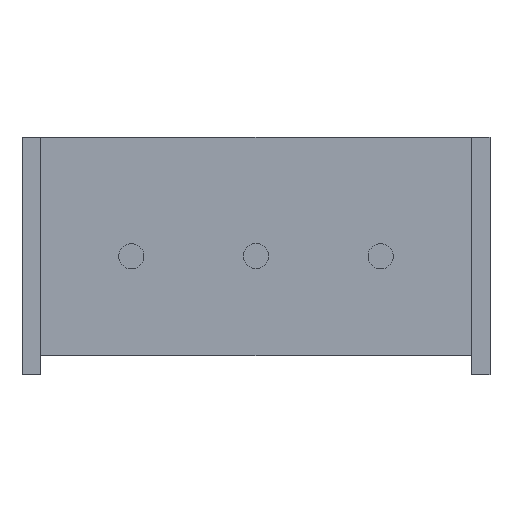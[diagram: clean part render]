
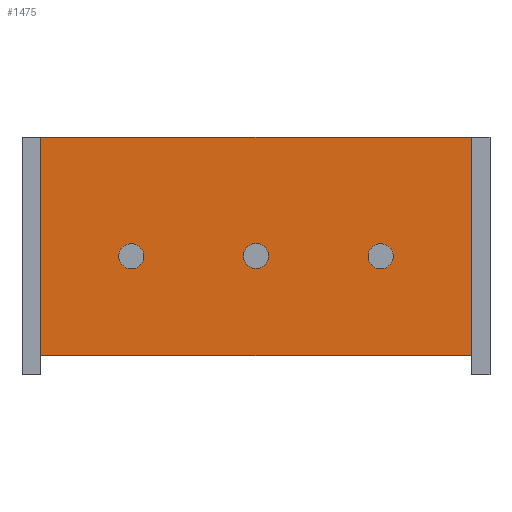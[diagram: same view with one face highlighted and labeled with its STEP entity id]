
A CAD part, left-side view. The second image highlights one B-rep face of the part: STEP entity #1475.
In plain terms, the highlighted planar face has unit normal (-1, 0, 0).
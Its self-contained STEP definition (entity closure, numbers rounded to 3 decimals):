
#23 = DIRECTION ( 'NONE',  ( 0., -1., 0. ) ) ;
#24 = EDGE_CURVE ( 'NONE', #922, #388, #1155, .T. ) ;
#35 = DIRECTION ( 'NONE',  ( -1., 0., 0. ) ) ;
#36 = VERTEX_POINT ( 'NONE', #1349 ) ;
#85 = DIRECTION ( 'NONE',  ( 0., 1., 0. ) ) ;
#86 = CARTESIAN_POINT ( 'NONE',  ( -4.635, 4.385, -2.035 ) ) ;
#89 = EDGE_LOOP ( 'NONE', ( #677, #1175, #1121, #854 ) ) ;
#97 = CIRCLE ( 'NONE', #1309, 0.255 ) ;
#122 = CARTESIAN_POINT ( 'NONE',  ( -4.635, 2.54, -0.005 ) ) ;
#132 = CARTESIAN_POINT ( 'NONE',  ( -4.635, -0.255, 0. ) ) ;
#140 = AXIS2_PLACEMENT_3D ( 'NONE', #345, #1300, #963 ) ;
#143 = CARTESIAN_POINT ( 'NONE',  ( -4.635, 4.385, 2.415 ) ) ;
#150 = ORIENTED_EDGE ( 'NONE', *, *, #24, .F. ) ;
#187 = VERTEX_POINT ( 'NONE', #1478 ) ;
#195 = DIRECTION ( 'NONE',  ( 0., 1., 0. ) ) ;
#202 = FACE_BOUND ( 'NONE', #1308, .T. ) ;
#208 = VERTEX_POINT ( 'NONE', #581 ) ;
#218 = PLANE ( 'NONE',  #396 ) ;
#228 = CARTESIAN_POINT ( 'NONE',  ( -4.635, 4.385, 2.415 ) ) ;
#253 = ORIENTED_EDGE ( 'NONE', *, *, #1494, .F. ) ;
#288 = CARTESIAN_POINT ( 'NONE',  ( -4.635, -2.795, -0.005 ) ) ;
#290 = CARTESIAN_POINT ( 'NONE',  ( -4.635, 4.385, 2.415 ) ) ;
#301 = CARTESIAN_POINT ( 'NONE',  ( -4.635, 2.285, -0.005 ) ) ;
#312 = EDGE_CURVE ( 'NONE', #208, #1332, #97, .T. ) ;
#322 = CARTESIAN_POINT ( 'NONE',  ( -4.635, 0., 0. ) ) ;
#330 = CARTESIAN_POINT ( 'NONE',  ( -4.635, 4.385, 2.415 ) ) ;
#345 = CARTESIAN_POINT ( 'NONE',  ( -4.635, -2.54, -0.005 ) ) ;
#351 = VECTOR ( 'NONE', #918, 1000. ) ;
#388 = VERTEX_POINT ( 'NONE', #301 ) ;
#394 = AXIS2_PLACEMENT_3D ( 'NONE', #529, #864, #856 ) ;
#396 = AXIS2_PLACEMENT_3D ( 'NONE', #228, #1549, #1065 ) ;
#410 = CIRCLE ( 'NONE', #812, 0.255 ) ;
#450 = CARTESIAN_POINT ( 'NONE',  ( -4.635, -4.385, 2.415 ) ) ;
#455 = EDGE_LOOP ( 'NONE', ( #150, #1063 ) ) ;
#467 = FACE_BOUND ( 'NONE', #455, .T. ) ;
#477 = AXIS2_PLACEMENT_3D ( 'NONE', #122, #960, #1077 ) ;
#510 = VERTEX_POINT ( 'NONE', #132 ) ;
#523 = CARTESIAN_POINT ( 'NONE',  ( -4.635, 2.795, -0.005 ) ) ;
#529 = CARTESIAN_POINT ( 'NONE',  ( -4.635, 2.54, -0.005 ) ) ;
#563 = VERTEX_POINT ( 'NONE', #1520 ) ;
#579 = FACE_BOUND ( 'NONE', #1323, .T. ) ;
#581 = CARTESIAN_POINT ( 'NONE',  ( -4.635, -2.285, -0.005 ) ) ;
#677 = ORIENTED_EDGE ( 'NONE', *, *, #679, .T. ) ;
#679 = EDGE_CURVE ( 'NONE', #982, #36, #1377, .T. ) ;
#687 = CARTESIAN_POINT ( 'NONE',  ( -4.635, -2.54, -0.005 ) ) ;
#768 = ORIENTED_EDGE ( 'NONE', *, *, #312, .F. ) ;
#771 = DIRECTION ( 'NONE',  ( 0., 0., -1. ) ) ;
#785 = LINE ( 'NONE', #86, #351 ) ;
#812 = AXIS2_PLACEMENT_3D ( 'NONE', #322, #1254, #195 ) ;
#854 = ORIENTED_EDGE ( 'NONE', *, *, #910, .F. ) ;
#856 = DIRECTION ( 'NONE',  ( 0., 1., 0. ) ) ;
#864 = DIRECTION ( 'NONE',  ( -1., 0., 0. ) ) ;
#868 = CIRCLE ( 'NONE', #140, 0.255 ) ;
#881 = EDGE_CURVE ( 'NONE', #510, #187, #1213, .T. ) ;
#882 = LINE ( 'NONE', #143, #1341 ) ;
#910 = EDGE_CURVE ( 'NONE', #982, #563, #882, .T. ) ;
#918 = DIRECTION ( 'NONE',  ( 0., -1., 0. ) ) ;
#922 = VERTEX_POINT ( 'NONE', #523 ) ;
#927 = DIRECTION ( 'NONE',  ( 0., 0., -1. ) ) ;
#941 = ORIENTED_EDGE ( 'NONE', *, *, #881, .F. ) ;
#942 = CIRCLE ( 'NONE', #394, 0.255 ) ;
#960 = DIRECTION ( 'NONE',  ( -1., 0., 0. ) ) ;
#963 = DIRECTION ( 'NONE',  ( 0., 1., 0. ) ) ;
#964 = EDGE_CURVE ( 'NONE', #187, #510, #410, .T. ) ;
#971 = ORIENTED_EDGE ( 'NONE', *, *, #964, .F. ) ;
#982 = VERTEX_POINT ( 'NONE', #330 ) ;
#1060 = LINE ( 'NONE', #450, #1271 ) ;
#1063 = ORIENTED_EDGE ( 'NONE', *, *, #1238, .F. ) ;
#1065 = DIRECTION ( 'NONE',  ( 0., 1., 0. ) ) ;
#1077 = DIRECTION ( 'NONE',  ( 0., 1., 0. ) ) ;
#1121 = ORIENTED_EDGE ( 'NONE', *, *, #1179, .F. ) ;
#1135 = VERTEX_POINT ( 'NONE', #1312 ) ;
#1155 = CIRCLE ( 'NONE', #477, 0.255 ) ;
#1163 = DIRECTION ( 'NONE',  ( -1., 0., 0. ) ) ;
#1175 = ORIENTED_EDGE ( 'NONE', *, *, #1419, .T. ) ;
#1179 = EDGE_CURVE ( 'NONE', #563, #1135, #1060, .T. ) ;
#1211 = VECTOR ( 'NONE', #771, 1000. ) ;
#1213 = CIRCLE ( 'NONE', #1263, 0.255 ) ;
#1238 = EDGE_CURVE ( 'NONE', #388, #922, #942, .T. ) ;
#1254 = DIRECTION ( 'NONE',  ( -1., 0., 0. ) ) ;
#1263 = AXIS2_PLACEMENT_3D ( 'NONE', #1358, #35, #1474 ) ;
#1271 = VECTOR ( 'NONE', #927, 1000. ) ;
#1300 = DIRECTION ( 'NONE',  ( -1., 0., 0. ) ) ;
#1308 = EDGE_LOOP ( 'NONE', ( #971, #941 ) ) ;
#1309 = AXIS2_PLACEMENT_3D ( 'NONE', #687, #1163, #85 ) ;
#1311 = FACE_OUTER_BOUND ( 'NONE', #89, .T. ) ;
#1312 = CARTESIAN_POINT ( 'NONE',  ( -4.635, -4.385, -2.035 ) ) ;
#1323 = EDGE_LOOP ( 'NONE', ( #768, #253 ) ) ;
#1332 = VERTEX_POINT ( 'NONE', #288 ) ;
#1341 = VECTOR ( 'NONE', #23, 1000. ) ;
#1349 = CARTESIAN_POINT ( 'NONE',  ( -4.635, 4.385, -2.035 ) ) ;
#1358 = CARTESIAN_POINT ( 'NONE',  ( -4.635, 0., 0. ) ) ;
#1377 = LINE ( 'NONE', #290, #1211 ) ;
#1419 = EDGE_CURVE ( 'NONE', #36, #1135, #785, .T. ) ;
#1474 = DIRECTION ( 'NONE',  ( 0., 1., 0. ) ) ;
#1475 = ADVANCED_FACE ( 'NONE', ( #579, #467, #202, #1311 ), #218, .F. ) ;
#1478 = CARTESIAN_POINT ( 'NONE',  ( -4.635, 0.255, 0. ) ) ;
#1494 = EDGE_CURVE ( 'NONE', #1332, #208, #868, .T. ) ;
#1520 = CARTESIAN_POINT ( 'NONE',  ( -4.635, -4.385, 2.415 ) ) ;
#1549 = DIRECTION ( 'NONE',  ( 1., 0., 0. ) ) ;
